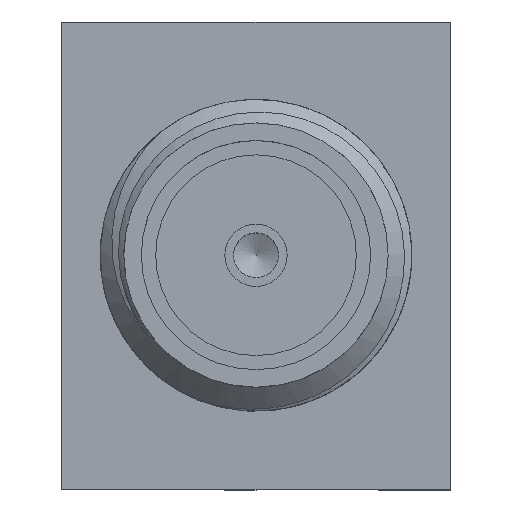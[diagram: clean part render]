
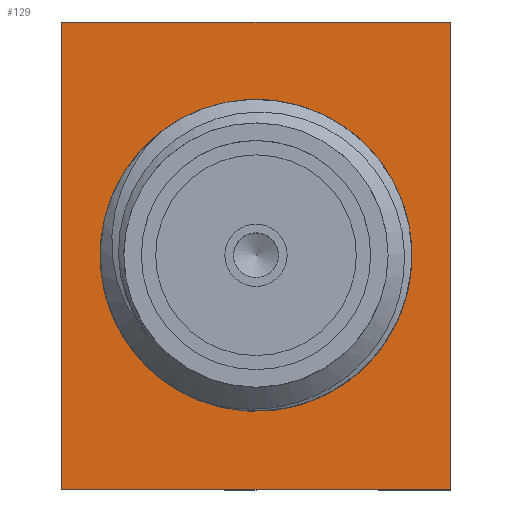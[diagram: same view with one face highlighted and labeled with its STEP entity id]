
A CAD part, top view. The second image highlights one B-rep face of the part: STEP entity #129.
In plain terms, the highlighted planar face has unit normal (0, 0, 1).
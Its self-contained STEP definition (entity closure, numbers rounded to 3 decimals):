
#129 = ADVANCED_FACE( '', ( #287, #288 ), #289, .T. );
#287 = FACE_BOUND( '', #904, .T. );
#288 = FACE_OUTER_BOUND( '', #905, .T. );
#289 = PLANE( '', #906 );
#904 = EDGE_LOOP( '', ( #1639 ) );
#905 = EDGE_LOOP( '', ( #1640, #1641, #1642, #1643 ) );
#906 = AXIS2_PLACEMENT_3D( '', #1644, #1645, #1646 );
#1639 = ORIENTED_EDGE( '', *, *, #1882, .T. );
#1640 = ORIENTED_EDGE( '', *, *, #1907, .F. );
#1641 = ORIENTED_EDGE( '', *, *, #1868, .F. );
#1642 = ORIENTED_EDGE( '', *, *, #1861, .F. );
#1643 = ORIENTED_EDGE( '', *, *, #1884, .F. );
#1644 = CARTESIAN_POINT( '', ( 6.858, 0., 1.651 ) );
#1645 = DIRECTION( '', ( 0., 0., 1. ) );
#1646 = DIRECTION( '', ( 1., 0., 0. ) );
#1861 = EDGE_CURVE( '', #2051, #2053, #2054, .T. );
#1868 = EDGE_CURVE( '', #2053, #2063, #2064, .T. );
#1882 = EDGE_CURVE( '', #2082, #2082, #2083, .F. );
#1884 = EDGE_CURVE( '', #2085, #2051, #2086, .T. );
#1907 = EDGE_CURVE( '', #2063, #2085, #2115, .T. );
#2051 = VERTEX_POINT( '', #2524 );
#2053 = VERTEX_POINT( '', #2527 );
#2054 = LINE( '', #2528, #2529 );
#2063 = VERTEX_POINT( '', #2542 );
#2064 = LINE( '', #2543, #2544 );
#2082 = VERTEX_POINT( '', #2578 );
#2083 = CIRCLE( '', #2579, 2.921 );
#2085 = VERTEX_POINT( '', #2581 );
#2086 = LINE( '', #2582, #2583 );
#2115 = LINE( '', #2682, #2683 );
#2524 = CARTESIAN_POINT( '', ( 3.962, -4.763, 1.651 ) );
#2527 = CARTESIAN_POINT( '', ( -3.962, -4.763, 1.651 ) );
#2528 = CARTESIAN_POINT( '', ( 6.858, -4.763, 1.651 ) );
#2529 = VECTOR( '', #2871, 1000. );
#2542 = CARTESIAN_POINT( '', ( -3.962, 4.763, 1.651 ) );
#2543 = CARTESIAN_POINT( '', ( -3.962, 0., 1.651 ) );
#2544 = VECTOR( '', #2876, 1000. );
#2578 = CARTESIAN_POINT( '', ( 2.921, 0., 1.651 ) );
#2579 = AXIS2_PLACEMENT_3D( '', #2893, #2894, #2895 );
#2581 = CARTESIAN_POINT( '', ( 3.962, 4.763, 1.651 ) );
#2582 = CARTESIAN_POINT( '', ( 3.962, 0., 1.651 ) );
#2583 = VECTOR( '', #2896, 1000. );
#2682 = CARTESIAN_POINT( '', ( 6.858, 4.763, 1.651 ) );
#2683 = VECTOR( '', #2914, 1000. );
#2871 = DIRECTION( '', ( -1., 0., 0. ) );
#2876 = DIRECTION( '', ( 0., 1., 0. ) );
#2893 = CARTESIAN_POINT( '', ( 0., 0., 1.651 ) );
#2894 = DIRECTION( '', ( 0., 0., 1. ) );
#2895 = DIRECTION( '', ( 1., 0., 0. ) );
#2896 = DIRECTION( '', ( 0., -1., 0. ) );
#2914 = DIRECTION( '', ( 1., 0., 0. ) );
